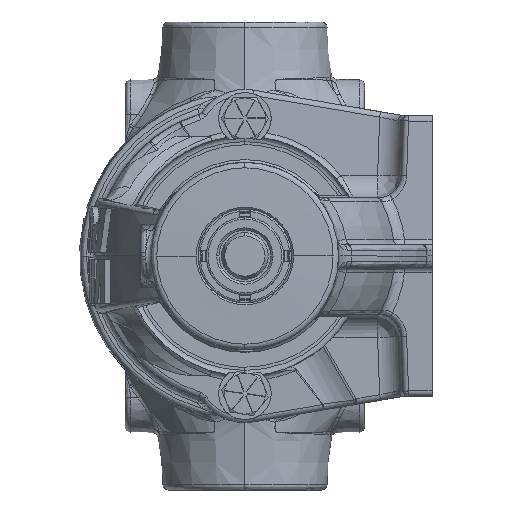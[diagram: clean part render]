
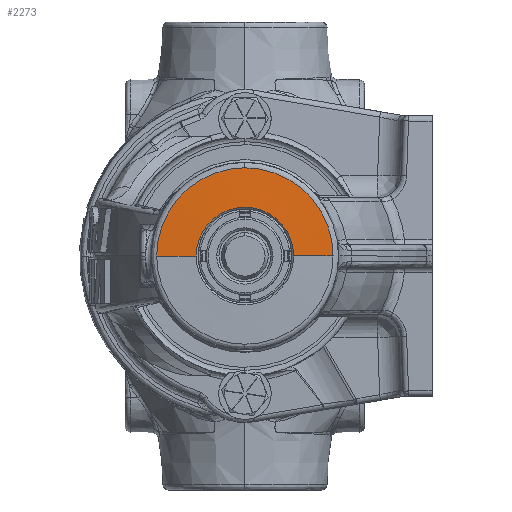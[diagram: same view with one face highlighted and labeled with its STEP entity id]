
A CAD part, left-side view. The second image highlights one B-rep face of the part: STEP entity #2273.
In plain terms, the highlighted conical face has half-angle 88 degrees and reference radius 23.929 mm.
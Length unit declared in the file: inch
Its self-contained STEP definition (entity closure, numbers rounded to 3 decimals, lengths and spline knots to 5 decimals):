
#617 = DIRECTION ( 'NONE',  ( 0., 1., 0. ) ) ;
#2273 = ADVANCED_FACE ( 'NONE', ( #43786 ), #107927, .T. ) ;
#2463 = DIRECTION ( 'NONE',  ( 1., 0., 0. ) ) ;
#2506 = CARTESIAN_POINT ( 'NONE',  ( -4.47202, 0., 0. ) ) ;
#3306 = CARTESIAN_POINT ( 'NONE',  ( -4.47202, 0., 0. ) ) ;
#8741 = ORIENTED_EDGE ( 'NONE', *, *, #121145, .F. ) ;
#9540 = DIRECTION ( 'NONE',  ( 0., 0., -1. ) ) ;
#9785 = CARTESIAN_POINT ( 'NONE',  ( -4.48676, -0.51999, 0. ) ) ;
#12542 = DIRECTION ( 'NONE',  ( 0., 0., 1. ) ) ;
#15211 = DIRECTION ( 'NONE',  ( 1., 0., 0. ) ) ;
#20318 = EDGE_CURVE ( 'NONE', #108966, #82223, #110950, .T. ) ;
#22726 = CARTESIAN_POINT ( 'NONE',  ( -4.48676, 0., 0. ) ) ;
#24192 = CARTESIAN_POINT ( 'NONE',  ( -4.47202, -0.94209, 0. ) ) ;
#24936 = CARTESIAN_POINT ( 'NONE',  ( -4.47202, -0.94209, 0. ) ) ;
#26108 = CIRCLE ( 'NONE', #75769, 0.51999 ) ;
#32752 = DIRECTION ( 'NONE',  ( 0., 0., -1. ) ) ;
#43786 = FACE_OUTER_BOUND ( 'NONE', #125496, .T. ) ;
#45775 = ORIENTED_EDGE ( 'NONE', *, *, #128068, .T. ) ;
#49975 = ORIENTED_EDGE ( 'NONE', *, *, #111968, .T. ) ;
#52504 = VERTEX_POINT ( 'NONE', #9785 ) ;
#55146 = AXIS2_PLACEMENT_3D ( 'NONE', #2506, #72571, #12542 ) ;
#57229 = DIRECTION ( 'NONE',  ( 0.035, 0.999, 0. ) ) ;
#57557 = AXIS2_PLACEMENT_3D ( 'NONE', #22726, #92774, #32752 ) ;
#58250 = CARTESIAN_POINT ( 'NONE',  ( -4.47202, 0., 0.94209 ) ) ;
#62045 = VECTOR ( 'NONE', #83256, 39.37008 ) ;
#62724 = CIRCLE ( 'NONE', #57557, 0.51999 ) ;
#69527 = DIRECTION ( 'NONE',  ( 1., 0., 0. ) ) ;
#71643 = VECTOR ( 'NONE', #57229, 39.37008 ) ;
#72571 = DIRECTION ( 'NONE',  ( 1., 0., 0. ) ) ;
#73721 = ORIENTED_EDGE ( 'NONE', *, *, #112155, .T. ) ;
#75275 = CARTESIAN_POINT ( 'NONE',  ( -4.47202, 0., 0. ) ) ;
#75769 = AXIS2_PLACEMENT_3D ( 'NONE', #129452, #69527, #9540 ) ;
#77038 = CARTESIAN_POINT ( 'NONE',  ( -4.47202, 0.94209, 0. ) ) ;
#77216 = CIRCLE ( 'NONE', #55146, 0.94209 ) ;
#82223 = VERTEX_POINT ( 'NONE', #24936 ) ;
#83256 = DIRECTION ( 'NONE',  ( 0.035, -0.999, 0. ) ) ;
#83848 = VERTEX_POINT ( 'NONE', #84783 ) ;
#84783 = CARTESIAN_POINT ( 'NONE',  ( -4.48676, 0.51999, 0. ) ) ;
#85283 = DIRECTION ( 'NONE',  ( 0., 0., 1. ) ) ;
#87734 = VERTEX_POINT ( 'NONE', #125136 ) ;
#90315 = AXIS2_PLACEMENT_3D ( 'NONE', #75275, #15211, #85283 ) ;
#92774 = DIRECTION ( 'NONE',  ( 1., 0., 0. ) ) ;
#98232 = LINE ( 'NONE', #77038, #71643 ) ;
#101930 = ORIENTED_EDGE ( 'NONE', *, *, #116211, .F. ) ;
#107927 = CONICAL_SURFACE ( 'NONE', #116618, 0.94209, 1.536 ) ;
#108604 = CARTESIAN_POINT ( 'NONE',  ( -4.48676, 0., 0.51999 ) ) ;
#108966 = VERTEX_POINT ( 'NONE', #58250 ) ;
#109619 = ORIENTED_EDGE ( 'NONE', *, *, #20318, .F. ) ;
#110950 = CIRCLE ( 'NONE', #90315, 0.94209 ) ;
#111018 = VERTEX_POINT ( 'NONE', #108604 ) ;
#111968 = EDGE_CURVE ( 'NONE', #111018, #52504, #26108, .T. ) ;
#112155 = EDGE_CURVE ( 'NONE', #52504, #82223, #118408, .T. ) ;
#116211 = EDGE_CURVE ( 'NONE', #87734, #108966, #77216, .T. ) ;
#116618 = AXIS2_PLACEMENT_3D ( 'NONE', #3306, #2463, #617 ) ;
#118408 = LINE ( 'NONE', #24192, #62045 ) ;
#121145 = EDGE_CURVE ( 'NONE', #83848, #87734, #98232, .T. ) ;
#125136 = CARTESIAN_POINT ( 'NONE',  ( -4.47202, 0.94209, 0. ) ) ;
#125496 = EDGE_LOOP ( 'NONE', ( #49975, #73721, #109619, #101930, #8741, #45775 ) ) ;
#128068 = EDGE_CURVE ( 'NONE', #83848, #111018, #62724, .T. ) ;
#129452 = CARTESIAN_POINT ( 'NONE',  ( -4.48676, 0., 0. ) ) ;
